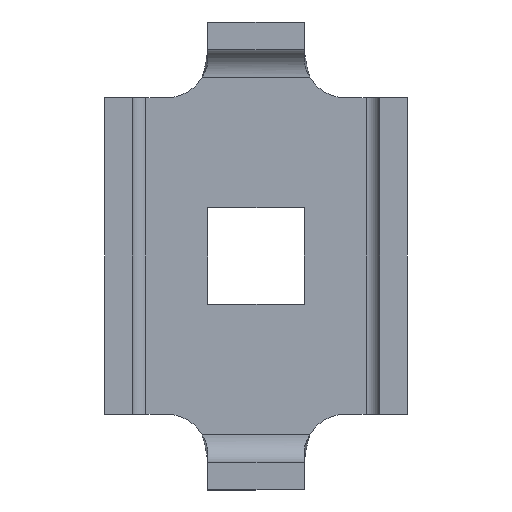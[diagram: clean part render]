
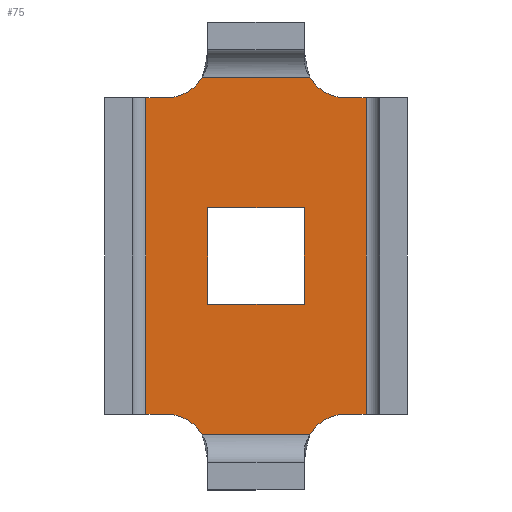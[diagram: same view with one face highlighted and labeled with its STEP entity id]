
A CAD part, front view. The second image highlights one B-rep face of the part: STEP entity #75.
In plain terms, the highlighted planar face has unit normal (0, -1, 0).
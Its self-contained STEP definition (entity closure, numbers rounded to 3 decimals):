
#12 = VECTOR ( 'NONE', #105, 1000. ) ;
#17 = DIRECTION ( 'NONE',  ( 1., 0., 0. ) ) ;
#19 = CARTESIAN_POINT ( 'NONE',  ( 3.5, -2., 3.5 ) ) ;
#23 = EDGE_CURVE ( 'NONE', #1226, #1071, #101, .T. ) ;
#37 = DIRECTION ( 'NONE',  ( 0., 0., 1. ) ) ;
#39 = CIRCLE ( 'NONE', #50, 3. ) ;
#50 = AXIS2_PLACEMENT_3D ( 'NONE', #1119, #388, #37 ) ;
#51 = CARTESIAN_POINT ( 'NONE',  ( -8., -2., -11.5 ) ) ;
#58 = CARTESIAN_POINT ( 'NONE',  ( -6.5, -2., -11.5 ) ) ;
#65 = DIRECTION ( 'NONE',  ( 1., 0., 0. ) ) ;
#68 = ORIENTED_EDGE ( 'NONE', *, *, #1361, .F. ) ;
#72 = CARTESIAN_POINT ( 'NONE',  ( -3.5, -2., -3.5 ) ) ;
#74 = VECTOR ( 'NONE', #1490, 1000. ) ;
#75 = ADVANCED_FACE ( 'NONE', ( #1555, #743 ), #1562, .T. ) ;
#76 = VECTOR ( 'NONE', #515, 1000. ) ;
#101 = CIRCLE ( 'NONE', #118, 3. ) ;
#105 = DIRECTION ( 'NONE',  ( 0., 0., -1. ) ) ;
#107 = ORIENTED_EDGE ( 'NONE', *, *, #116, .T. ) ;
#114 = CARTESIAN_POINT ( 'NONE',  ( 8., -2., -11.5 ) ) ;
#115 = LINE ( 'NONE', #1457, #552 ) ;
#116 = EDGE_CURVE ( 'NONE', #257, #1357, #963, .T. ) ;
#118 = AXIS2_PLACEMENT_3D ( 'NONE', #957, #225, #1315 ) ;
#137 = CARTESIAN_POINT ( 'NONE',  ( -8., -2., 11.5 ) ) ;
#141 = EDGE_CURVE ( 'NONE', #689, #230, #1489, .T. ) ;
#145 = EDGE_CURVE ( 'NONE', #801, #1113, #205, .T. ) ;
#161 = ORIENTED_EDGE ( 'NONE', *, *, #422, .F. ) ;
#163 = ORIENTED_EDGE ( 'NONE', *, *, #194, .F. ) ;
#170 = CARTESIAN_POINT ( 'NONE',  ( 3.5, -2., 3.5 ) ) ;
#171 = EDGE_CURVE ( 'NONE', #421, #1561, #115, .T. ) ;
#177 = DIRECTION ( 'NONE',  ( 0., -1., 0. ) ) ;
#183 = CARTESIAN_POINT ( 'NONE',  ( 8., -2., -11.5 ) ) ;
#194 = EDGE_CURVE ( 'NONE', #666, #801, #597, .T. ) ;
#196 = VECTOR ( 'NONE', #229, 1000. ) ;
#205 = LINE ( 'NONE', #1087, #926 ) ;
#212 = EDGE_CURVE ( 'NONE', #1071, #689, #596, .T. ) ;
#225 = DIRECTION ( 'NONE',  ( 0., -1., 0. ) ) ;
#228 = LINE ( 'NONE', #1317, #196 ) ;
#229 = DIRECTION ( 'NONE',  ( 1., 0., 0. ) ) ;
#230 = VERTEX_POINT ( 'NONE', #630 ) ;
#239 = AXIS2_PLACEMENT_3D ( 'NONE', #293, #177, #305 ) ;
#243 = DIRECTION ( 'NONE',  ( 0., 0., 1. ) ) ;
#250 = CARTESIAN_POINT ( 'NONE',  ( 6.5, -2., 11.5 ) ) ;
#254 = ORIENTED_EDGE ( 'NONE', *, *, #265, .T. ) ;
#257 = VERTEX_POINT ( 'NONE', #1001 ) ;
#265 = EDGE_CURVE ( 'NONE', #1357, #1108, #1364, .T. ) ;
#293 = CARTESIAN_POINT ( 'NONE',  ( 6.5, -2., -14.5 ) ) ;
#305 = DIRECTION ( 'NONE',  ( 0., 0., 1. ) ) ;
#332 = CARTESIAN_POINT ( 'NONE',  ( -3.902, -2., 13. ) ) ;
#337 = ORIENTED_EDGE ( 'NONE', *, *, #1007, .F. ) ;
#373 = EDGE_CURVE ( 'NONE', #1226, #861, #1493, .T. ) ;
#382 = CARTESIAN_POINT ( 'NONE',  ( -3.5, -2., 3.5 ) ) ;
#384 = CARTESIAN_POINT ( 'NONE',  ( -3.5, -2., 3.5 ) ) ;
#388 = DIRECTION ( 'NONE',  ( 0., -1., 0. ) ) ;
#421 = VERTEX_POINT ( 'NONE', #183 ) ;
#422 = EDGE_CURVE ( 'NONE', #1518, #666, #718, .T. ) ;
#436 = CARTESIAN_POINT ( 'NONE',  ( 6.5, -2., -11.5 ) ) ;
#440 = ORIENTED_EDGE ( 'NONE', *, *, #212, .F. ) ;
#461 = CARTESIAN_POINT ( 'NONE',  ( -8., -2., -11.5 ) ) ;
#478 = VECTOR ( 'NONE', #243, 1000. ) ;
#483 = CIRCLE ( 'NONE', #239, 3. ) ;
#496 = ORIENTED_EDGE ( 'NONE', *, *, #1191, .F. ) ;
#499 = LINE ( 'NONE', #170, #1435 ) ;
#515 = DIRECTION ( 'NONE',  ( 1., 0., 0. ) ) ;
#528 = AXIS2_PLACEMENT_3D ( 'NONE', #1325, #590, #1441 ) ;
#552 = VECTOR ( 'NONE', #1334, 1000. ) ;
#590 = DIRECTION ( 'NONE',  ( 0., -1., 0. ) ) ;
#596 = LINE ( 'NONE', #51, #1054 ) ;
#597 = CIRCLE ( 'NONE', #1218, 3. ) ;
#630 = CARTESIAN_POINT ( 'NONE',  ( -8., -2., 11.5 ) ) ;
#642 = LINE ( 'NONE', #114, #12 ) ;
#654 = CARTESIAN_POINT ( 'NONE',  ( -6.5, -2., 13. ) ) ;
#655 = CARTESIAN_POINT ( 'NONE',  ( 8., -2., 11.5 ) ) ;
#666 = VERTEX_POINT ( 'NONE', #1060 ) ;
#668 = ORIENTED_EDGE ( 'NONE', *, *, #1063, .T. ) ;
#683 = EDGE_LOOP ( 'NONE', ( #1187, #1284, #337, #825, #496, #842, #163, #161, #68, #709, #992, #440 ) ) ;
#689 = VERTEX_POINT ( 'NONE', #461 ) ;
#709 = ORIENTED_EDGE ( 'NONE', *, *, #737, .F. ) ;
#718 = LINE ( 'NONE', #654, #1440 ) ;
#721 = EDGE_LOOP ( 'NONE', ( #254, #1260, #668, #107 ) ) ;
#737 = EDGE_CURVE ( 'NONE', #230, #822, #228, .T. ) ;
#743 = FACE_OUTER_BOUND ( 'NONE', #683, .T. ) ;
#772 = DIRECTION ( 'NONE',  ( -1., 0., 0. ) ) ;
#801 = VERTEX_POINT ( 'NONE', #250 ) ;
#822 = VERTEX_POINT ( 'NONE', #1454 ) ;
#825 = ORIENTED_EDGE ( 'NONE', *, *, #171, .F. ) ;
#842 = ORIENTED_EDGE ( 'NONE', *, *, #145, .F. ) ;
#861 = VERTEX_POINT ( 'NONE', #1082 ) ;
#889 = LINE ( 'NONE', #382, #76 ) ;
#912 = DIRECTION ( 'NONE',  ( 0., 0., -1. ) ) ;
#926 = VECTOR ( 'NONE', #17, 1000. ) ;
#957 = CARTESIAN_POINT ( 'NONE',  ( -6.5, -2., -14.5 ) ) ;
#963 = LINE ( 'NONE', #1212, #1173 ) ;
#968 = DIRECTION ( 'NONE',  ( -1., 0., 0. ) ) ;
#984 = EDGE_CURVE ( 'NONE', #1108, #1224, #889, .T. ) ;
#985 = CARTESIAN_POINT ( 'NONE',  ( -3.902, -2., -13. ) ) ;
#987 = DIRECTION ( 'NONE',  ( 0., -1., 0. ) ) ;
#992 = ORIENTED_EDGE ( 'NONE', *, *, #141, .F. ) ;
#1001 = CARTESIAN_POINT ( 'NONE',  ( 3.5, -2., -3.5 ) ) ;
#1007 = EDGE_CURVE ( 'NONE', #1561, #861, #483, .T. ) ;
#1019 = DIRECTION ( 'NONE',  ( 1., 0., 0. ) ) ;
#1054 = VECTOR ( 'NONE', #772, 1000. ) ;
#1060 = CARTESIAN_POINT ( 'NONE',  ( 3.902, -2., 13. ) ) ;
#1063 = EDGE_CURVE ( 'NONE', #1224, #257, #499, .T. ) ;
#1071 = VERTEX_POINT ( 'NONE', #58 ) ;
#1082 = CARTESIAN_POINT ( 'NONE',  ( 3.902, -2., -13. ) ) ;
#1087 = CARTESIAN_POINT ( 'NONE',  ( 8., -2., 11.5 ) ) ;
#1105 = DIRECTION ( 'NONE',  ( 0., 0., 1. ) ) ;
#1108 = VERTEX_POINT ( 'NONE', #1511 ) ;
#1113 = VERTEX_POINT ( 'NONE', #655 ) ;
#1119 = CARTESIAN_POINT ( 'NONE',  ( -6.5, -2., 14.5 ) ) ;
#1173 = VECTOR ( 'NONE', #968, 1000. ) ;
#1187 = ORIENTED_EDGE ( 'NONE', *, *, #23, .F. ) ;
#1191 = EDGE_CURVE ( 'NONE', #1113, #421, #642, .T. ) ;
#1212 = CARTESIAN_POINT ( 'NONE',  ( -3.5, -2., -3.5 ) ) ;
#1218 = AXIS2_PLACEMENT_3D ( 'NONE', #1222, #987, #1105 ) ;
#1222 = CARTESIAN_POINT ( 'NONE',  ( 6.5, -2., 14.5 ) ) ;
#1224 = VERTEX_POINT ( 'NONE', #19 ) ;
#1226 = VERTEX_POINT ( 'NONE', #985 ) ;
#1260 = ORIENTED_EDGE ( 'NONE', *, *, #984, .T. ) ;
#1284 = ORIENTED_EDGE ( 'NONE', *, *, #373, .T. ) ;
#1315 = DIRECTION ( 'NONE',  ( 0., 0., -1. ) ) ;
#1317 = CARTESIAN_POINT ( 'NONE',  ( -6.5, -2., 11.5 ) ) ;
#1325 = CARTESIAN_POINT ( 'NONE',  ( -6.5, -2., -14.5 ) ) ;
#1334 = DIRECTION ( 'NONE',  ( -1., 0., 0. ) ) ;
#1357 = VERTEX_POINT ( 'NONE', #72 ) ;
#1361 = EDGE_CURVE ( 'NONE', #822, #1518, #39, .T. ) ;
#1364 = LINE ( 'NONE', #384, #74 ) ;
#1435 = VECTOR ( 'NONE', #912, 1000. ) ;
#1440 = VECTOR ( 'NONE', #65, 1000. ) ;
#1441 = DIRECTION ( 'NONE',  ( 0., 0., -1. ) ) ;
#1449 = VECTOR ( 'NONE', #1019, 1000. ) ;
#1454 = CARTESIAN_POINT ( 'NONE',  ( -6.5, -2., 11.5 ) ) ;
#1457 = CARTESIAN_POINT ( 'NONE',  ( 6.5, -2., -11.5 ) ) ;
#1489 = LINE ( 'NONE', #137, #478 ) ;
#1490 = DIRECTION ( 'NONE',  ( 0., 0., 1. ) ) ;
#1493 = LINE ( 'NONE', #1504, #1449 ) ;
#1504 = CARTESIAN_POINT ( 'NONE',  ( -6.5, -2., -13. ) ) ;
#1511 = CARTESIAN_POINT ( 'NONE',  ( -3.5, -2., 3.5 ) ) ;
#1518 = VERTEX_POINT ( 'NONE', #332 ) ;
#1555 = FACE_BOUND ( 'NONE', #721, .T. ) ;
#1561 = VERTEX_POINT ( 'NONE', #436 ) ;
#1562 = PLANE ( 'NONE',  #528 ) ;
